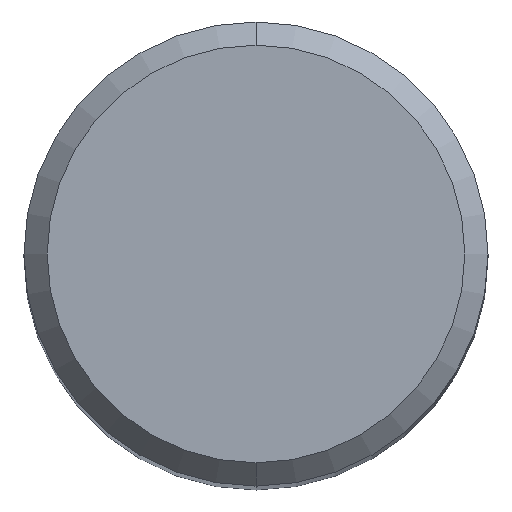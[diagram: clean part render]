
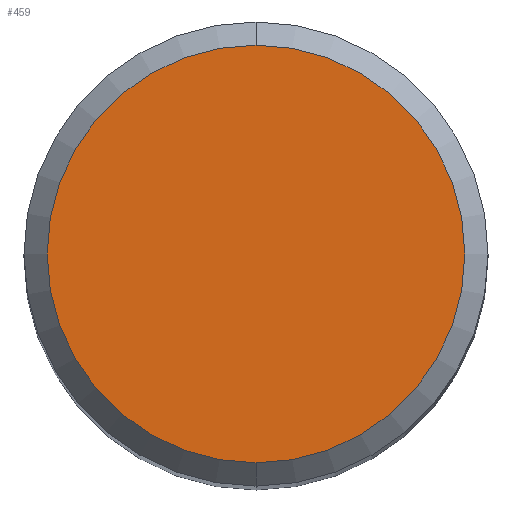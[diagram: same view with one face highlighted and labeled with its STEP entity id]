
A CAD part, top view. The second image highlights one B-rep face of the part: STEP entity #459.
In plain terms, the highlighted planar face has unit normal (0, 0, 1).
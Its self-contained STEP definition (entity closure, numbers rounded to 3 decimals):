
#357=EDGE_CURVE('',#389,#387,#681,.T.);
#387=VERTEX_POINT('',#715);
#389=VERTEX_POINT('',#717);
#451=EDGE_CURVE('',#387,#389,#787,.T.);
#459=ADVANCED_FACE('',(#795),#796,.T.);
#681=CIRCLE('',#1256,3.6);
#715=CARTESIAN_POINT('',(0.0,3.6,0.0));
#717=CARTESIAN_POINT('',(0.,-3.6,0.0));
#787=CIRCLE('',#1435,3.6);
#795=FACE_OUTER_BOUND('',#1446,.T.);
#796=PLANE('',#1447);
#1256=AXIS2_PLACEMENT_3D('',#1674,#1675,#1676);
#1435=AXIS2_PLACEMENT_3D('',#1802,#1803,#1804);
#1446=EDGE_LOOP('',(#1810,#1811));
#1447=AXIS2_PLACEMENT_3D('',#1812,#1813,#1814);
#1674=CARTESIAN_POINT('',(0.0,0.0,0.0));
#1675=DIRECTION('',(0.0,0.0,-1.0));
#1676=DIRECTION('',(0.0,1.0,0.0));
#1802=CARTESIAN_POINT('',(0.0,0.0,0.0));
#1803=DIRECTION('',(0.0,0.0,-1.0));
#1804=DIRECTION('',(0.0,1.0,0.0));
#1810=ORIENTED_EDGE('',*,*,#451,.F.);
#1811=ORIENTED_EDGE('',*,*,#357,.F.);
#1812=CARTESIAN_POINT('',(0.0,1.8,0.0));
#1813=DIRECTION('',(-0.0,0.0,1.0));
#1814=DIRECTION('',(0.0,-1.0,0.0));
